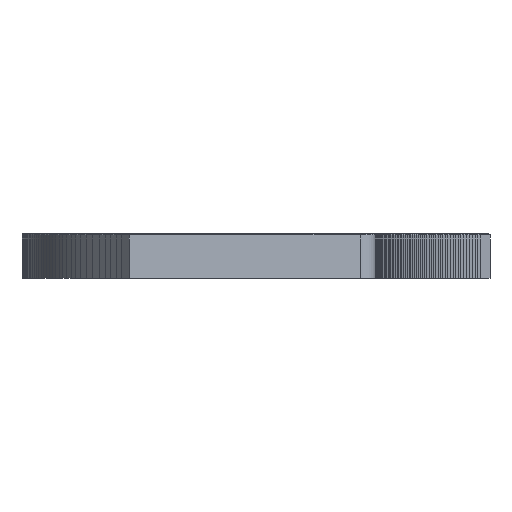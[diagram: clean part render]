
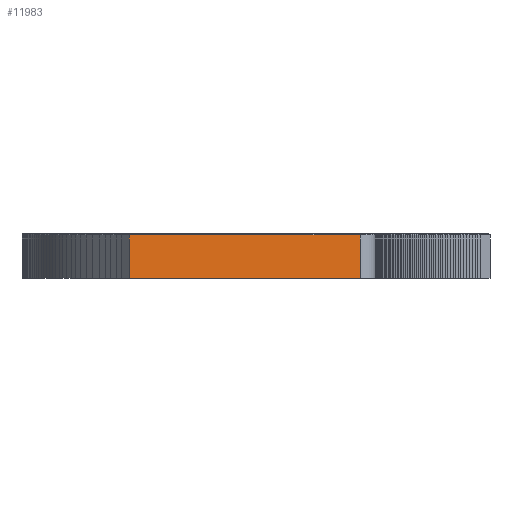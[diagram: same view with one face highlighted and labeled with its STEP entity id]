
A CAD part, left-side view. The second image highlights one B-rep face of the part: STEP entity #11983.
In plain terms, the highlighted planar face has unit normal (-0.99, -0.139, 0).
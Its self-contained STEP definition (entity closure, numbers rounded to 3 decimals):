
#959=FACE_OUTER_BOUND('',#1690,.T.);
#1690=EDGE_LOOP('',(#9208,#9209,#9210,#9211));
#2393=LINE('',#17068,#3774);
#2835=LINE('',#19727,#4216);
#2986=LINE('',#20085,#4367);
#2987=LINE('',#20087,#4368);
#3774=VECTOR('',#13642,10.);
#4216=VECTOR('',#14540,10.);
#4367=VECTOR('',#14983,10.);
#4368=VECTOR('',#14986,10.);
#5183=VERTEX_POINT('',#17065);
#5184=VERTEX_POINT('',#17067);
#5632=VERTEX_POINT('',#19725);
#5633=VERTEX_POINT('',#19726);
#6251=EDGE_CURVE('',#5183,#5184,#2393,.T.);
#6836=EDGE_CURVE('',#5632,#5633,#2835,.T.);
#7018=EDGE_CURVE('',#5633,#5183,#2986,.T.);
#7019=EDGE_CURVE('',#5632,#5184,#2987,.T.);
#9208=ORIENTED_EDGE('',*,*,#6836,.F.);
#9209=ORIENTED_EDGE('',*,*,#7019,.T.);
#9210=ORIENTED_EDGE('',*,*,#6251,.F.);
#9211=ORIENTED_EDGE('',*,*,#7018,.F.);
#11439=PLANE('',#12862);
#11983=ADVANCED_FACE('',(#959),#11439,.T.);
#12862=AXIS2_PLACEMENT_3D('',#20086,#14984,#14985);
#13642=DIRECTION('',(-0.139,0.99,0.));
#14540=DIRECTION('',(0.139,-0.99,0.));
#14983=DIRECTION('',(0.,0.,-1.));
#14984=DIRECTION('center_axis',(-0.99,-0.139,0.));
#14985=DIRECTION('ref_axis',(0.139,-0.99,0.));
#14986=DIRECTION('',(0.,0.,-1.));
#17065=CARTESIAN_POINT('',(-117.146,-69.131,-3.));
#17067=CARTESIAN_POINT('',(-124.474,-16.989,-3.));
#17068=CARTESIAN_POINT('',(-117.146,-69.131,-3.));
#19725=CARTESIAN_POINT('',(-124.474,-16.989,6.75));
#19726=CARTESIAN_POINT('',(-117.146,-69.131,6.75));
#19727=CARTESIAN_POINT('',(-121.848,-35.677,6.75));
#20085=CARTESIAN_POINT('',(-117.146,-69.131,-2.));
#20086=CARTESIAN_POINT('Origin',(-124.474,-16.989,-2.));
#20087=CARTESIAN_POINT('',(-124.474,-16.989,-2.));
